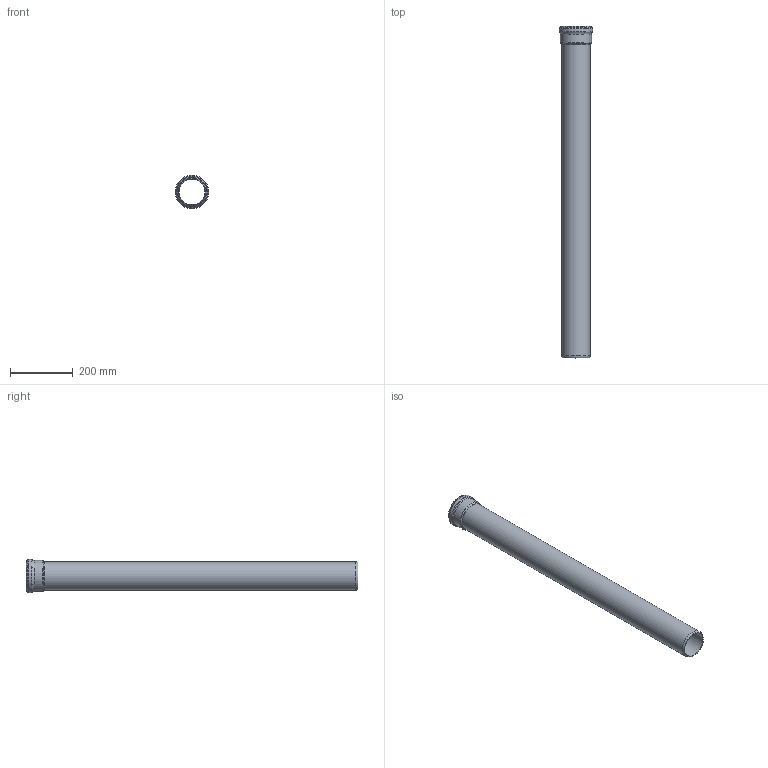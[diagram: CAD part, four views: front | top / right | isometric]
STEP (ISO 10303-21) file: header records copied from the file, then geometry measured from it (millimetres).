
FILE_DESCRIPTION(/* description */ (''),/* implementation_level */ '2;1');
FILE_NAME(/* name */ '334040 SKOLANsafeEM Passlängen DN_OD 90x1000.stp',/* time_stamp */ '2018-01-09T14:48:50+01:00',/* author */ ('user1'),/* organization */ (''),/* preprocessor_version */ 'ST-DEVELOPER v16.1',/* originating_system */ 'Autodesk Inventor 2016',/* authorisation */ '');
FILE_SCHEMA (('AUTOMOTIVE_DESIGN { 1 0 10303 214 3 1 1 }'));
Length unit declared in the file: millimetre
Products named in the file (1): 334040 SKOLANsafeEM Passlängen DN_OD 90x1000
Bounding box: 107.1 x 1056 x 107.05 mm (x, y, z)
Volume: 1287394.9 mm3; surface area: 578419.8 mm2
Topology: 1 solids, 1 shells, 27 faces, 55 edges, 29 vertices
Faces by surface type: torus 15, cylinder 6, cone 4, plane 1, bspline 1
Full cylindrical faces by diameter (mm): 81.3 x1, 90.3 x1, 90.5 x2, 98.7 x1, 100.3 x1
Entity records: 618 total; most frequent: CARTESIAN_POINT 115, DIRECTION 112, ORIENTED_EDGE 60, AXIS2_PLACEMENT_3D 56, EDGE_LOOP 53, EDGE_CURVE 30, CIRCLE 29, VERTEX_POINT 29
